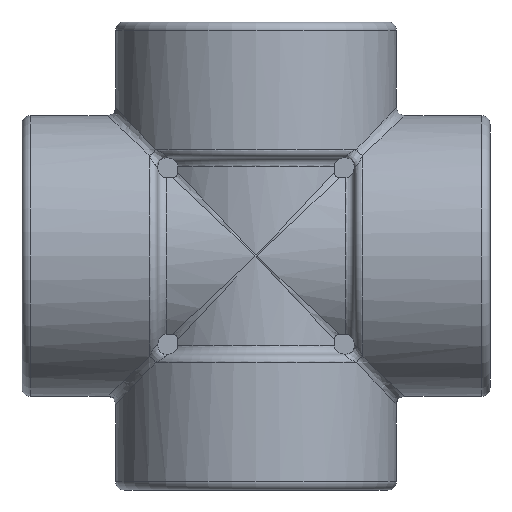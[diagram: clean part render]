
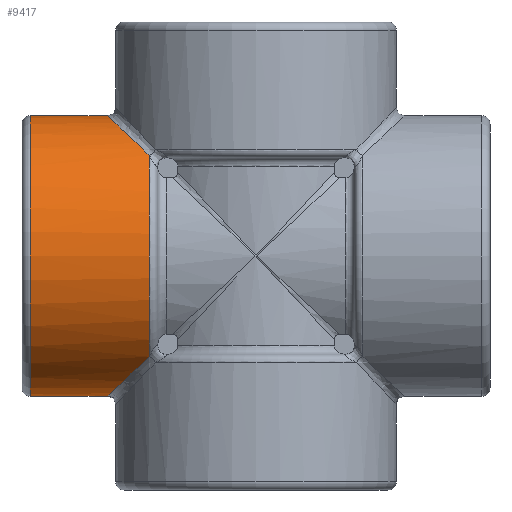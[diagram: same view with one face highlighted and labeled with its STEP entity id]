
A CAD part, front view. The second image highlights one B-rep face of the part: STEP entity #9417.
In plain terms, the highlighted cylindrical face has radius 38.1 mm (diameter 76.2 mm), a full revolution.
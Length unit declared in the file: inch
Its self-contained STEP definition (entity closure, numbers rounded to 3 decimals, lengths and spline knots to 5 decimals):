
#78=FACE_BOUND($,#2561,.T.);
#251=CIRCLE($,#10025,1.5);
#252=CIRCLE($,#10027,1.5);
#253=CIRCLE($,#10028,1.5);
#1575=CYLINDRICAL_SURFACE($,#10026,1.5);
#2015=FACE_OUTER_BOUND($,#2560,.T.);
#2560=EDGE_LOOP($,(#8232));
#2561=EDGE_LOOP($,(#8233,#8234,#8235,#8236));
#2831=ELLIPSE($,#10020,2.18589,1.5);
#2832=ELLIPSE($,#10029,2.18589,1.5);
#4258=VERTEX_POINT($,#20177);
#4262=VERTEX_POINT($,#20274);
#4272=VERTEX_POINT($,#20443);
#4273=VERTEX_POINT($,#20460);
#4274=VERTEX_POINT($,#20462);
#5634=EDGE_CURVE($,#4258,#4262,#2831,.T.);
#5645=EDGE_CURVE($,#4262,#4272,#251,.T.);
#5647=EDGE_CURVE($,#4273,#4273,#252,.T.);
#5648=EDGE_CURVE($,#4274,#4258,#253,.T.);
#5649=EDGE_CURVE($,#4272,#4274,#2832,.T.);
#8232=ORIENTED_EDGE($,*,*,#5647,.F.);
#8233=ORIENTED_EDGE($,*,*,#5634,.F.);
#8234=ORIENTED_EDGE($,*,*,#5648,.F.);
#8235=ORIENTED_EDGE($,*,*,#5649,.F.);
#8236=ORIENTED_EDGE($,*,*,#5645,.F.);
#9417=ADVANCED_FACE($,(#2015,#78),#1575,.T.);
#10020=AXIS2_PLACEMENT_3D($,#20278,#11648,#11649);
#10025=AXIS2_PLACEMENT_3D($,#20444,#11660,#11661);
#10026=AXIS2_PLACEMENT_3D($,#20459,#11662,#11663);
#10027=AXIS2_PLACEMENT_3D($,#20461,#11664,#11665);
#10028=AXIS2_PLACEMENT_3D($,#20463,#11666,#11667);
#10029=AXIS2_PLACEMENT_3D($,#20464,#11668,#11669);
#11648=DIRECTION('center_axis',(0.686,0.,0.727));
#11649=DIRECTION('ref_axis',(-0.727,0.,0.686));
#11660=DIRECTION('center_axis',(1.,0.,0.));
#11661=DIRECTION('ref_axis',(0.,-1.,0.));
#11662=DIRECTION('center_axis',(-1.,0.,0.));
#11663=DIRECTION('ref_axis',(0.,1.,0.));
#11664=DIRECTION('center_axis',(-1.,0.,0.));
#11665=DIRECTION('ref_axis',(0.,-1.,0.));
#11666=DIRECTION('center_axis',(1.,0.,0.));
#11667=DIRECTION('ref_axis',(0.,1.,0.));
#11668=DIRECTION('center_axis',(0.686,0.,
-0.727));
#11669=DIRECTION('ref_axis',(-0.727,0.,-0.686));
#20177=CARTESIAN_POINT('',(-1.14,1.04564,1.07547));
#20274=CARTESIAN_POINT('',(-1.14,-1.04564,1.07547));
#20278=CARTESIAN_POINT('Origin',(0.,0.,0.));
#20443=CARTESIAN_POINT('',(-1.14,-1.04564,-1.07547));
#20444=CARTESIAN_POINT('Origin',(-1.14,0.,0.));
#20459=CARTESIAN_POINT('Origin',(-1.775,0.,0.));
#20460=CARTESIAN_POINT('',(-2.41,1.5,0.));
#20461=CARTESIAN_POINT('Origin',(-2.41,0.,0.));
#20462=CARTESIAN_POINT('',(-1.14,1.04564,-1.07547));
#20463=CARTESIAN_POINT('Origin',(-1.14,0.,0.));
#20464=CARTESIAN_POINT('Origin',(0.,0.,0.));
